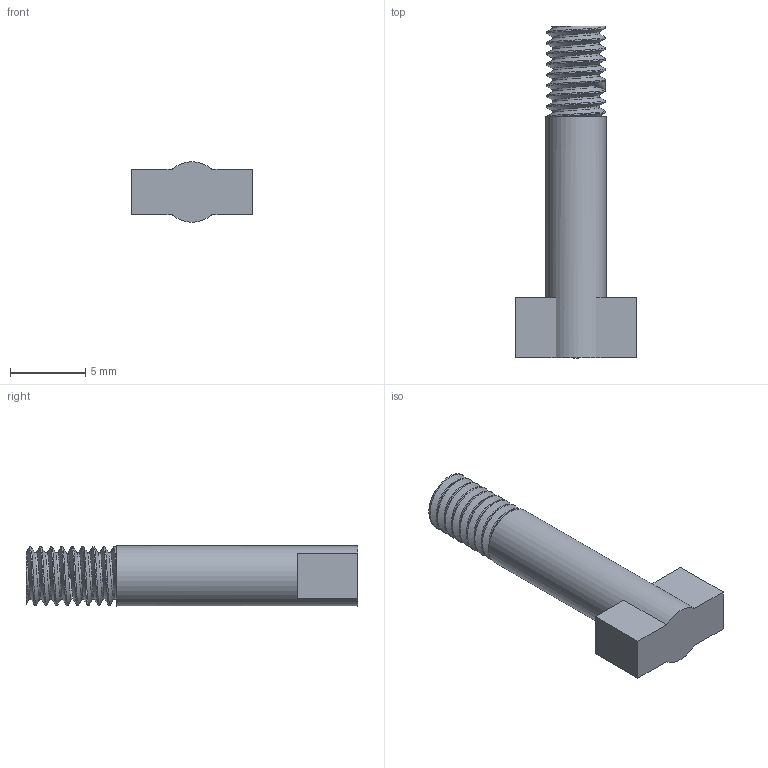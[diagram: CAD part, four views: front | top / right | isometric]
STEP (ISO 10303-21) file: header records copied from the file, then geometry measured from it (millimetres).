
FILE_DESCRIPTION(/* description */ (''),/* implementation_level */ '2;1');
FILE_NAME(/* name */ 'f8ca9d26-e3fe-4c6f-b529-6385b5498a6e.stp',/* time_stamp */ '2018-02-14T19:34:29+00:00',/* author */ (''),/* organization */ (''),/* preprocessor_version */ 'ST-DEVELOPER v16.13',/* originating_system */ 'Autodesk Translation Framework v6.5.0.72',/* authorisation */ '');
FILE_SCHEMA (('AUTOMOTIVE_DESIGN { 1 0 10303 214 3 1 1 }'));
Length unit declared in the file: millimetre
Products named in the file (1): C-PAN ADVANCE SHAFT
Bounding box: 8 x 22 x 4 mm (x, y, z)
Volume: 318.9 mm3; surface area: 433.4 mm2
Topology: 2 solids, 2 shells, 37 faces, 95 edges, 62 vertices
Faces by surface type: cylinder 23, plane 12, bspline 2
Full cylindrical faces by diameter (mm): 3.111 x9, 3.908 x9, 4 x1
Entity records: 2407 total; most frequent: CARTESIAN_POINT 1554, ORIENTED_EDGE 190, DIRECTION 135, EDGE_CURVE 95, VERTEX_POINT 62, AXIS2_PLACEMENT_3D 47, B_SPLINE_CURVE_WITH_KNOTS 43, LINE 41
